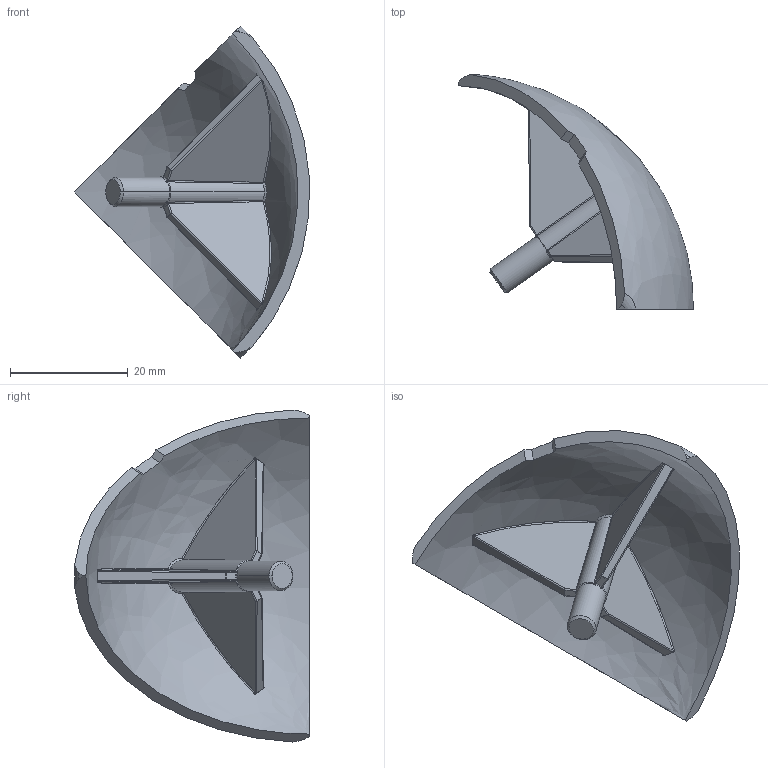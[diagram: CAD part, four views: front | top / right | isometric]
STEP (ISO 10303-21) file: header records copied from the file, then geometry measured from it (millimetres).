
FILE_DESCRIPTION (( 'STEP AP214' ), '1' );
FILE_NAME ('7268402', '2019-01-30T09:04:16', ( '' ), ('JUGARD+KÜNSTNER GmbH'), 'SwSTEP 2.0', 'SolidWorks 2017', '' );
FILE_SCHEMA (( 'AUTOMOTIVE_DESIGN' ));
Length unit declared in the file: millimetre
Products named in the file (1): 7268402
Bounding box: 39.92 x 39.92 x 56.43 mm (x, y, z)
Volume: 6721.2 mm3; surface area: 6873.1 mm2
Topology: 1 solids, 1 shells, 101 faces, 265 edges, 166 vertices
Faces by surface type: bspline 43, plane 26, cylinder 24, cone 8
Entity records: 4111 total; most frequent: CARTESIAN_POINT 1970, ORIENTED_EDGE 528, DIRECTION 334, EDGE_CURVE 264, VERTEX_POINT 166, AXIS2_PLACEMENT_3D 140, B_SPLINE_CURVE_WITH_KNOTS 119, EDGE_LOOP 102
